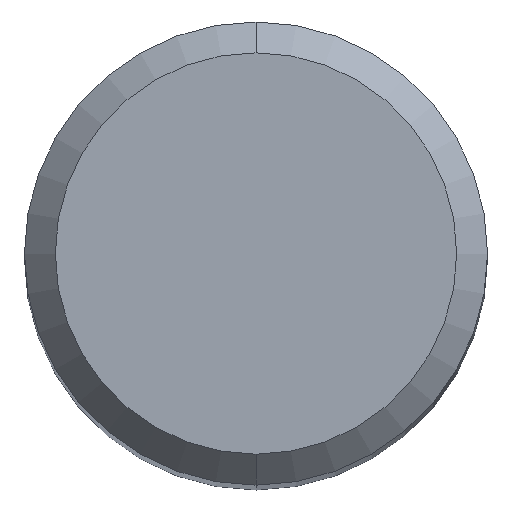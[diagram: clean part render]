
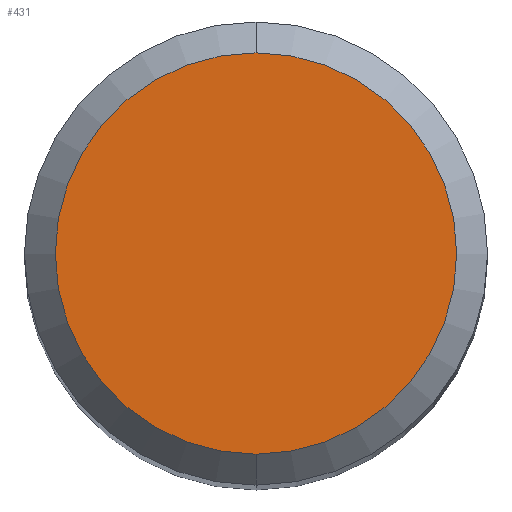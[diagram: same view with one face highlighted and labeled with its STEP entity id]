
A CAD part, top view. The second image highlights one B-rep face of the part: STEP entity #431.
In plain terms, the highlighted planar face has unit normal (0, 0, 1).
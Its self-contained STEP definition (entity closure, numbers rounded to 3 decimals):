
#209=VERTEX_POINT('',#501);
#271=EDGE_CURVE('',#209,#273,#571,.T.);
#273=VERTEX_POINT('',#573);
#341=EDGE_CURVE('',#273,#209,#647,.T.);
#431=ADVANCED_FACE('',(#748),#749,.T.);
#501=CARTESIAN_POINT('',(0.0,2.6,0.0));
#571=CIRCLE('',#1027,2.6);
#573=CARTESIAN_POINT('',(0.,-2.6,0.0));
#647=CIRCLE('',#1165,2.6);
#748=FACE_OUTER_BOUND('',#1340,.T.);
#749=PLANE('',#1341);
#1027=AXIS2_PLACEMENT_3D('',#1489,#1490,#1491);
#1165=AXIS2_PLACEMENT_3D('',#1562,#1563,#1564);
#1340=EDGE_LOOP('',(#1702,#1703));
#1341=AXIS2_PLACEMENT_3D('',#1704,#1705,#1706);
#1489=CARTESIAN_POINT('',(0.0,0.0,0.0));
#1490=DIRECTION('',(0.0,0.0,-1.0));
#1491=DIRECTION('',(0.0,1.0,0.0));
#1562=CARTESIAN_POINT('',(0.0,0.0,0.0));
#1563=DIRECTION('',(0.0,0.0,-1.0));
#1564=DIRECTION('',(0.0,1.0,0.0));
#1702=ORIENTED_EDGE('',*,*,#271,.F.);
#1703=ORIENTED_EDGE('',*,*,#341,.F.);
#1704=CARTESIAN_POINT('',(0.0,1.3,0.0));
#1705=DIRECTION('',(-0.0,0.0,1.0));
#1706=DIRECTION('',(0.0,-1.0,0.0));
